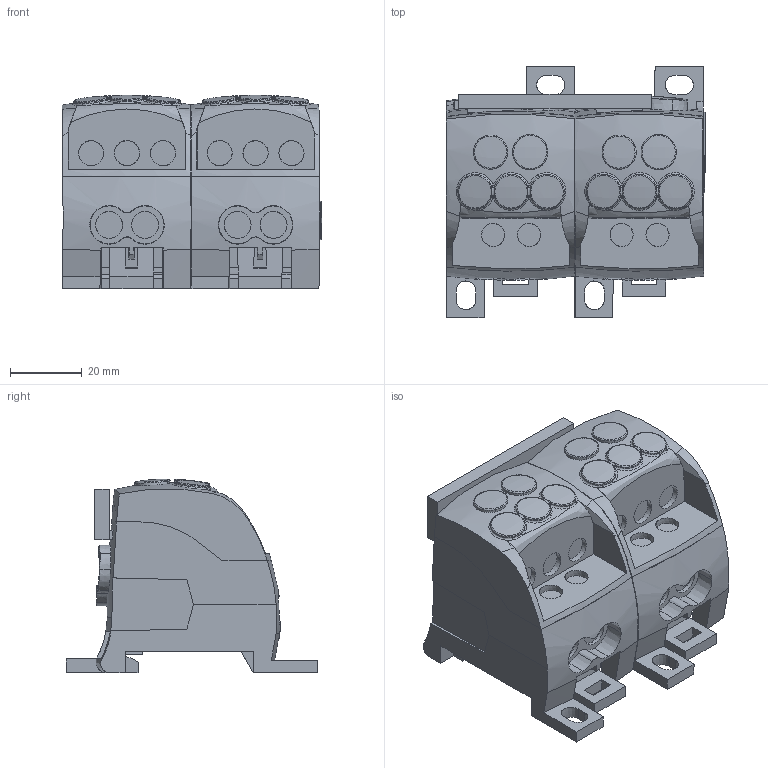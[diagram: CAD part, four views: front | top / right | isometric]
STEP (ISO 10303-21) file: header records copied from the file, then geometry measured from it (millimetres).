
FILE_DESCRIPTION(('CATIA V5 STEP Exchange','CAx-IF Rec.Pracs.--- Model Styling and Organization---1.5--- 2016-08-15','CAx-IF Rec.Pracs.---Supplemental Geometry---1.0---2011-11-01','CAx-IF Rec.Pracs.--- Composite Materials ---1.1---2010-07-15'),'2;1');
FILE_NAME ('D1452817_0', '2025-09-22T05:34:57+00:00', ('none'), ('Weidmueller'), 'CATIA Version 5-6 Release 2024 SP4', 'CATIA V5 STEP AP214 v3', 'none');
FILE_SCHEMA(('AUTOMOTIVE_DESIGN { 1 0 10303 214 1 1 1 1 }'));
Products named in the file (1): 1562180000_WPD_205_2x35-4x25+6x16_2xGY
Bounding box: 72.05 x 70 x 53.8 mm (x, y, z)
Volume: 122521.8 mm3; surface area: 39538.1 mm2
Topology: 5 solids, 5 shells, 552 faces, 1628 edges, 1102 vertices
Faces by surface type: plane 242, bspline 156, cone 126, revolution 12, sphere 10, cylinder 4, extrusion 2
Entity records: 44603 total; most frequent: CARTESIAN_POINT 32446, ORIENTED_EDGE 3236, EDGE_CURVE 1618, DIRECTION 1294, VERTEX_POINT 1102, B_SPLINE_CURVE_WITH_KNOTS 872, VECTOR 662, LINE 660
